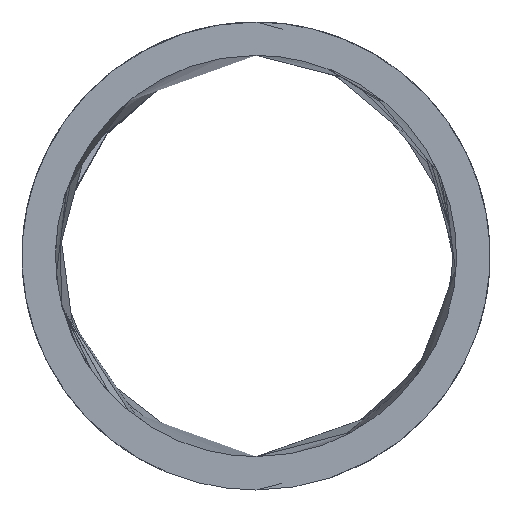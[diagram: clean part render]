
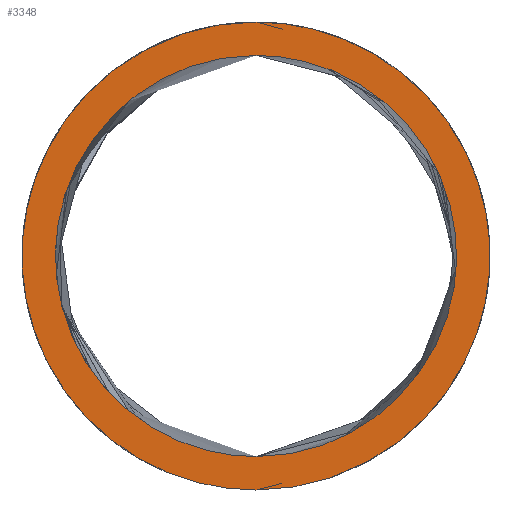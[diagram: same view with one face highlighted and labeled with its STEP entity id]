
A CAD part, front view. The second image highlights one B-rep face of the part: STEP entity #3348.
In plain terms, the highlighted free-form (B-spline) face has degree [1, 1] with [2, 2] control points.
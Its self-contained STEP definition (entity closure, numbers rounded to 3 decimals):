
#54 = VERTEX_POINT('',#55);
#55 = CARTESIAN_POINT('',(0.,-1.929,5.788));
#810 = VERTEX_POINT('',#811);
#811 = CARTESIAN_POINT('',(0.,-1.929,
    -5.788));
#816 = EDGE_CURVE('',#54,#810,#817,.T.);
#817 = ( BOUNDED_CURVE() B_SPLINE_CURVE(2,(#818,#819,#820,#821,#822),
.UNSPECIFIED.,.F.,.F.) B_SPLINE_CURVE_WITH_KNOTS((3,2,3),(3.142,
4.712,6.283),.PIECEWISE_BEZIER_KNOTS.) CURVE() 
GEOMETRIC_REPRESENTATION_ITEM() RATIONAL_B_SPLINE_CURVE((1.,
0.707,1.,0.707,1.)) REPRESENTATION_ITEM('') );
#818 = CARTESIAN_POINT('',(0.,-1.929,
    5.788));
#819 = CARTESIAN_POINT('',(-5.788,-1.929,
    5.788));
#820 = CARTESIAN_POINT('',(-5.788,-1.929,
    0.));
#821 = CARTESIAN_POINT('',(-5.788,-1.929,
    -5.788));
#822 = CARTESIAN_POINT('',(0.,-1.929,
    -5.788));
#1044 = VERTEX_POINT('',#1045);
#1045 = CARTESIAN_POINT('',(0.,-1.929,
    6.753));
#1050 = EDGE_CURVE('',#1051,#1044,#1053,.T.);
#1051 = VERTEX_POINT('',#1052);
#1052 = CARTESIAN_POINT('',(0.,-1.929,-6.753));
#1053 = ( BOUNDED_CURVE() B_SPLINE_CURVE(2,(#1054,#1055,#1056,#1057,
#1058),.UNSPECIFIED.,.F.,.F.) B_SPLINE_CURVE_WITH_KNOTS((3,2,3),(0.,
1.571,3.142),.PIECEWISE_BEZIER_KNOTS.) CURVE() 
GEOMETRIC_REPRESENTATION_ITEM() RATIONAL_B_SPLINE_CURVE((1.,
0.707,1.,0.707,1.)) REPRESENTATION_ITEM('') );
#1054 = CARTESIAN_POINT('',(0.,-1.929,-6.753));
#1055 = CARTESIAN_POINT('',(6.753,-1.929,
    -6.753));
#1056 = CARTESIAN_POINT('',(6.753,-1.929,
    0.));
#1057 = CARTESIAN_POINT('',(6.753,-1.929,
    6.753));
#1058 = CARTESIAN_POINT('',(0.,-1.929,
    6.753));
#1089 = EDGE_CURVE('',#1044,#1051,#1090,.T.);
#1090 = ( BOUNDED_CURVE() B_SPLINE_CURVE(2,(#1091,#1092,#1093,#1094,
#1095),.UNSPECIFIED.,.F.,.F.) B_SPLINE_CURVE_WITH_KNOTS((3,2,3),(
    3.142,4.712,6.283),
.PIECEWISE_BEZIER_KNOTS.) CURVE() GEOMETRIC_REPRESENTATION_ITEM() 
RATIONAL_B_SPLINE_CURVE((1.,0.707,1.,0.707,1.)) 
REPRESENTATION_ITEM('') );
#1091 = CARTESIAN_POINT('',(0.,-1.929,
    6.753));
#1092 = CARTESIAN_POINT('',(-6.753,-1.929,
    6.753));
#1093 = CARTESIAN_POINT('',(-6.753,-1.929,
    0.));
#1094 = CARTESIAN_POINT('',(-6.753,-1.929,
    -6.753));
#1095 = CARTESIAN_POINT('',(0.,-1.929,
    -6.753));
#3329 = EDGE_CURVE('',#810,#54,#3330,.T.);
#3330 = ( BOUNDED_CURVE() B_SPLINE_CURVE(2,(#3331,#3332,#3333,#3334,
#3335),.UNSPECIFIED.,.F.,.F.) B_SPLINE_CURVE_WITH_KNOTS((3,2,3),(0.,
1.571,3.142),.PIECEWISE_BEZIER_KNOTS.) CURVE() 
GEOMETRIC_REPRESENTATION_ITEM() RATIONAL_B_SPLINE_CURVE((1.,
0.707,1.,0.707,1.)) REPRESENTATION_ITEM('') );
#3331 = CARTESIAN_POINT('',(0.,-1.929,-5.788));
#3332 = CARTESIAN_POINT('',(5.788,-1.929,
    -5.788));
#3333 = CARTESIAN_POINT('',(5.788,-1.929,
    0.));
#3334 = CARTESIAN_POINT('',(5.788,-1.929,
    5.788));
#3335 = CARTESIAN_POINT('',(0.,-1.929,
    5.788));
#3348 = ADVANCED_FACE('',(#3349,#3353),#3357,.T.);
#3349 = FACE_BOUND('',#3350,.T.);
#3350 = EDGE_LOOP('',(#3351,#3352));
#3351 = ORIENTED_EDGE('',*,*,#1050,.T.);
#3352 = ORIENTED_EDGE('',*,*,#1089,.T.);
#3353 = FACE_BOUND('',#3354,.T.);
#3354 = EDGE_LOOP('',(#3355,#3356));
#3355 = ORIENTED_EDGE('',*,*,#816,.F.);
#3356 = ORIENTED_EDGE('',*,*,#3329,.F.);
#3357 = B_SPLINE_SURFACE_WITH_KNOTS('',1,1,(
    (#3358,#3359)
    ,(#3360,#3361
    )),.UNSPECIFIED.,.F.,.F.,.F.,(2,2),(2,2),(-7.,7.),(-7.,7.),
  .PIECEWISE_BEZIER_KNOTS.);
#3358 = CARTESIAN_POINT('',(-6.753,-1.929,
    6.753));
#3359 = CARTESIAN_POINT('',(6.753,-1.929,
    6.753));
#3360 = CARTESIAN_POINT('',(-6.753,-1.929,
    -6.753));
#3361 = CARTESIAN_POINT('',(6.753,-1.929,
    -6.753));
